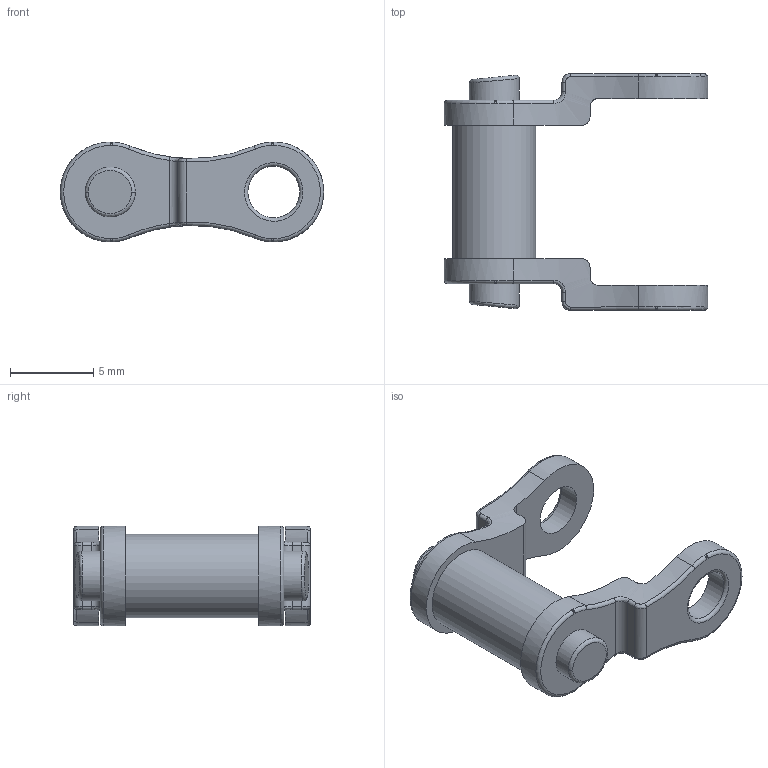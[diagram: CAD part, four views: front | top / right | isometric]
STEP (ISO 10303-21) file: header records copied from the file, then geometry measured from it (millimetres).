
FILE_DESCRIPTION(/* description */ (''),/* implementation_level */ '2;1');
FILE_NAME(/* name */ 'High Strength Chain Link.ipt.step',/* time_stamp */ '2020-04-16T22:53:14-04:00',/* author */ ('Brian'),/* organization */ (''),/* preprocessor_version */ 'ST-DEVELOPER v17',/* originating_system */ 'Autodesk Inventor 2019',/* authorisation */ '');
FILE_SCHEMA (('AUTOMOTIVE_DESIGN { 1 0 10303 214 3 1 1 }'));
Length unit declared in the file: inch
Products named in the file (1): High Strength Chain Link
Bounding box: 15.79 x 14.2 x 5.99 mm (x, y, z)
Volume: 400.5 mm3; surface area: 549 mm2
Topology: 1 solids, 1 shells, 89 faces, 221 edges, 138 vertices
Faces by surface type: cylinder 33, torus 22, bspline 20, plane 14
Full cylindrical faces by diameter (mm): 2.997 x2, 3.099 x2, 4.999 x1
Entity records: 5197 total; most frequent: CARTESIAN_POINT 3142, ORIENTED_EDGE 442, DIRECTION 405, EDGE_CURVE 221, AXIS2_PLACEMENT_3D 178, VERTEX_POINT 138, CIRCLE 100, EDGE_LOOP 97
